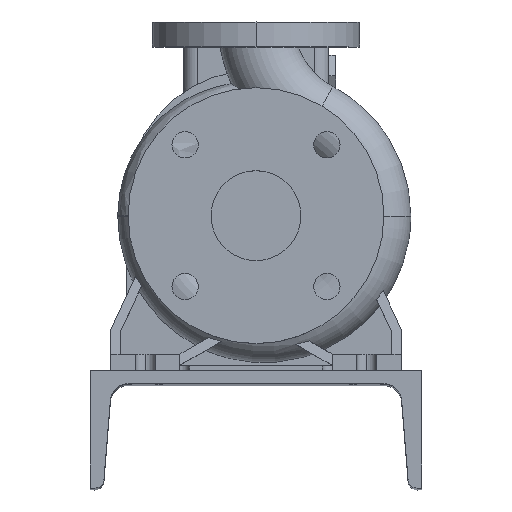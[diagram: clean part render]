
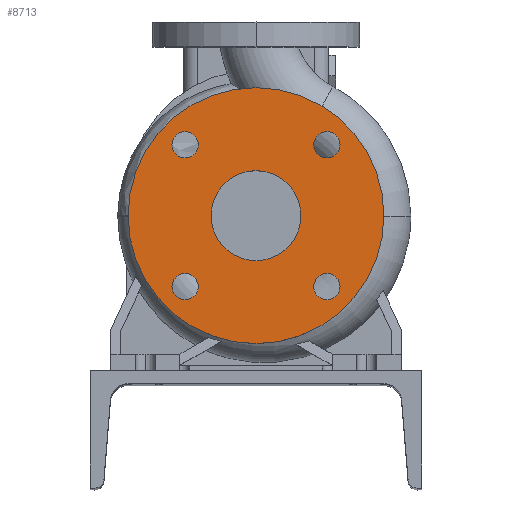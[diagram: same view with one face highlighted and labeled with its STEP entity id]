
A CAD part, top view. The second image highlights one B-rep face of the part: STEP entity #8713.
In plain terms, the highlighted planar face has unit normal (0, 0, 1).
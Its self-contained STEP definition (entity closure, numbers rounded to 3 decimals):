
#162 = DIRECTION ( 'NONE',  ( 0., 0., 1. ) ) ;
#373 = EDGE_LOOP ( 'NONE', ( #15262, #844 ) ) ;
#696 = DIRECTION ( 'NONE',  ( 1., 0., 0. ) ) ;
#844 = ORIENTED_EDGE ( 'NONE', *, *, #6679, .F. ) ;
#867 = ORIENTED_EDGE ( 'NONE', *, *, #5939, .F. ) ;
#959 = VERTEX_POINT ( 'NONE', #9884 ) ;
#1380 = EDGE_CURVE ( 'NONE', #2643, #18261, #18708, .T. ) ;
#1539 = AXIS2_PLACEMENT_3D ( 'NONE', #2244, #11854, #16519 ) ;
#1794 = CIRCLE ( 'NONE', #13348, 9.5 ) ;
#1890 = EDGE_CURVE ( 'NONE', #18261, #2643, #13494, .T. ) ;
#1917 = CARTESIAN_POINT ( 'NONE',  ( 32.5, 0., 80. ) ) ;
#2244 = CARTESIAN_POINT ( 'NONE',  ( 0., 0., 80. ) ) ;
#2268 = EDGE_CURVE ( 'NONE', #2766, #10884, #11851, .T. ) ;
#2554 = CARTESIAN_POINT ( 'NONE',  ( 0., 92.5, 80. ) ) ;
#2643 = VERTEX_POINT ( 'NONE', #3761 ) ;
#2658 = PLANE ( 'NONE',  #15870 ) ;
#2766 = VERTEX_POINT ( 'NONE', #15460 ) ;
#2940 = AXIS2_PLACEMENT_3D ( 'NONE', #3686, #10299, #696 ) ;
#3063 = CARTESIAN_POINT ( 'NONE',  ( 51.265, -51.265, 80. ) ) ;
#3279 = CARTESIAN_POINT ( 'NONE',  ( -41.765, -51.265, 80. ) ) ;
#3361 = CARTESIAN_POINT ( 'NONE',  ( -51.265, 51.265, 80. ) ) ;
#3511 = EDGE_CURVE ( 'NONE', #3775, #5809, #6149, .T. ) ;
#3686 = CARTESIAN_POINT ( 'NONE',  ( 51.265, 51.265, 80. ) ) ;
#3761 = CARTESIAN_POINT ( 'NONE',  ( -32.5, 0., 80. ) ) ;
#3775 = VERTEX_POINT ( 'NONE', #8724 ) ;
#3801 = ORIENTED_EDGE ( 'NONE', *, *, #3511, .T. ) ;
#4052 = DIRECTION ( 'NONE',  ( 1., 0., 0. ) ) ;
#4459 = CARTESIAN_POINT ( 'NONE',  ( -60.765, -51.265, 80. ) ) ;
#4612 = AXIS2_PLACEMENT_3D ( 'NONE', #6631, #12539, #8193 ) ;
#4990 = CIRCLE ( 'NONE', #19505, 9.5 ) ;
#5064 = DIRECTION ( 'NONE',  ( -1., 0., 0. ) ) ;
#5185 = CARTESIAN_POINT ( 'NONE',  ( 0., 0., 80. ) ) ;
#5373 = VERTEX_POINT ( 'NONE', #3279 ) ;
#5645 = FACE_BOUND ( 'NONE', #16883, .T. ) ;
#5659 = CARTESIAN_POINT ( 'NONE',  ( -51.265, -51.265, 80. ) ) ;
#5805 = EDGE_LOOP ( 'NONE', ( #10484, #3801 ) ) ;
#5809 = VERTEX_POINT ( 'NONE', #16671 ) ;
#5939 = EDGE_CURVE ( 'NONE', #10884, #2766, #9514, .T. ) ;
#6149 = CIRCLE ( 'NONE', #1539, 92.5 ) ;
#6158 = DIRECTION ( 'NONE',  ( 0., 0., 1. ) ) ;
#6164 = EDGE_LOOP ( 'NONE', ( #13427, #13293 ) ) ;
#6293 = DIRECTION ( 'NONE',  ( 1., 0., 0. ) ) ;
#6631 = CARTESIAN_POINT ( 'NONE',  ( 51.265, -51.265, 80. ) ) ;
#6679 = EDGE_CURVE ( 'NONE', #13442, #7249, #19419, .T. ) ;
#6750 = AXIS2_PLACEMENT_3D ( 'NONE', #5659, #19928, #18366 ) ;
#6834 = DIRECTION ( 'NONE',  ( 0., 0., 1. ) ) ;
#6936 = DIRECTION ( 'NONE',  ( 0., 0., 1. ) ) ;
#7191 = FACE_BOUND ( 'NONE', #20231, .T. ) ;
#7249 = VERTEX_POINT ( 'NONE', #19630 ) ;
#7260 = AXIS2_PLACEMENT_3D ( 'NONE', #3063, #6158, #12163 ) ;
#7265 = CIRCLE ( 'NONE', #17142, 92.5 ) ;
#7528 = AXIS2_PLACEMENT_3D ( 'NONE', #8502, #6834, #14924 ) ;
#8193 = DIRECTION ( 'NONE',  ( 1., 0., 0. ) ) ;
#8206 = EDGE_CURVE ( 'NONE', #16910, #959, #13529, .T. ) ;
#8502 = CARTESIAN_POINT ( 'NONE',  ( 51.265, 51.265, 80. ) ) ;
#8511 = VERTEX_POINT ( 'NONE', #4459 ) ;
#8603 = CARTESIAN_POINT ( 'NONE',  ( 0., 0., 80. ) ) ;
#8713 = ADVANCED_FACE ( 'NONE', ( #7191, #13513, #16132, #19808, #5645, #16724 ), #2658, .F. ) ;
#8724 = CARTESIAN_POINT ( 'NONE',  ( -92.5, 0., 80. ) ) ;
#8777 = EDGE_CURVE ( 'NONE', #959, #16910, #10887, .T. ) ;
#8859 = CARTESIAN_POINT ( 'NONE',  ( 60.765, -51.265, 80. ) ) ;
#8968 = DIRECTION ( 'NONE',  ( 0., 0., -1. ) ) ;
#9024 = ORIENTED_EDGE ( 'NONE', *, *, #8206, .F. ) ;
#9160 = ORIENTED_EDGE ( 'NONE', *, *, #1380, .F. ) ;
#9207 = ORIENTED_EDGE ( 'NONE', *, *, #1890, .F. ) ;
#9514 = CIRCLE ( 'NONE', #7528, 9.5 ) ;
#9599 = DIRECTION ( 'NONE',  ( 1., 0., 0. ) ) ;
#9795 = AXIS2_PLACEMENT_3D ( 'NONE', #8603, #6936, #4052 ) ;
#9884 = CARTESIAN_POINT ( 'NONE',  ( 41.765, -51.265, 80. ) ) ;
#10299 = DIRECTION ( 'NONE',  ( 0., 0., 1. ) ) ;
#10484 = ORIENTED_EDGE ( 'NONE', *, *, #17543, .T. ) ;
#10749 = CARTESIAN_POINT ( 'NONE',  ( -60.765, 51.265, 80. ) ) ;
#10884 = VERTEX_POINT ( 'NONE', #16250 ) ;
#10887 = CIRCLE ( 'NONE', #7260, 9.5 ) ;
#11320 = EDGE_CURVE ( 'NONE', #7249, #13442, #4990, .T. ) ;
#11383 = DIRECTION ( 'NONE',  ( 0., 0., 1. ) ) ;
#11662 = DIRECTION ( 'NONE',  ( 0., 0., 1. ) ) ;
#11851 = CIRCLE ( 'NONE', #2940, 9.5 ) ;
#11854 = DIRECTION ( 'NONE',  ( 0., 0., 1. ) ) ;
#11972 = ORIENTED_EDGE ( 'NONE', *, *, #8777, .F. ) ;
#12163 = DIRECTION ( 'NONE',  ( 1., 0., 0. ) ) ;
#12539 = DIRECTION ( 'NONE',  ( 0., 0., 1. ) ) ;
#12766 = EDGE_LOOP ( 'NONE', ( #9207, #9160 ) ) ;
#12813 = AXIS2_PLACEMENT_3D ( 'NONE', #14043, #16947, #13944 ) ;
#13293 = ORIENTED_EDGE ( 'NONE', *, *, #15227, .F. ) ;
#13348 = AXIS2_PLACEMENT_3D ( 'NONE', #14163, #20458, #6293 ) ;
#13427 = ORIENTED_EDGE ( 'NONE', *, *, #14926, .F. ) ;
#13442 = VERTEX_POINT ( 'NONE', #10749 ) ;
#13494 = CIRCLE ( 'NONE', #12813, 32.5 ) ;
#13513 = FACE_BOUND ( 'NONE', #6164, .T. ) ;
#13529 = CIRCLE ( 'NONE', #4612, 9.5 ) ;
#13944 = DIRECTION ( 'NONE',  ( 1., 0., 0. ) ) ;
#14043 = CARTESIAN_POINT ( 'NONE',  ( 0., 0., 80. ) ) ;
#14163 = CARTESIAN_POINT ( 'NONE',  ( -51.265, -51.265, 80. ) ) ;
#14924 = DIRECTION ( 'NONE',  ( 1., 0., 0. ) ) ;
#14926 = EDGE_CURVE ( 'NONE', #5373, #8511, #1794, .T. ) ;
#15227 = EDGE_CURVE ( 'NONE', #8511, #5373, #15692, .T. ) ;
#15262 = ORIENTED_EDGE ( 'NONE', *, *, #11320, .F. ) ;
#15460 = CARTESIAN_POINT ( 'NONE',  ( 41.765, 51.265, 80. ) ) ;
#15692 = CIRCLE ( 'NONE', #6750, 9.5 ) ;
#15781 = DIRECTION ( 'NONE',  ( 1., 0., 0. ) ) ;
#15870 = AXIS2_PLACEMENT_3D ( 'NONE', #2554, #8968, #5064 ) ;
#15963 = DIRECTION ( 'NONE',  ( 1., 0., 0. ) ) ;
#16132 = FACE_BOUND ( 'NONE', #12766, .T. ) ;
#16250 = CARTESIAN_POINT ( 'NONE',  ( 60.765, 51.265, 80. ) ) ;
#16519 = DIRECTION ( 'NONE',  ( 1., 0., 0. ) ) ;
#16671 = CARTESIAN_POINT ( 'NONE',  ( 92.5, 0., 80. ) ) ;
#16724 = FACE_BOUND ( 'NONE', #373, .T. ) ;
#16799 = AXIS2_PLACEMENT_3D ( 'NONE', #3361, #162, #15781 ) ;
#16883 = EDGE_LOOP ( 'NONE', ( #867, #17311 ) ) ;
#16910 = VERTEX_POINT ( 'NONE', #8859 ) ;
#16947 = DIRECTION ( 'NONE',  ( 0., 0., 1. ) ) ;
#17142 = AXIS2_PLACEMENT_3D ( 'NONE', #5185, #11383, #15963 ) ;
#17311 = ORIENTED_EDGE ( 'NONE', *, *, #2268, .F. ) ;
#17543 = EDGE_CURVE ( 'NONE', #5809, #3775, #7265, .T. ) ;
#18261 = VERTEX_POINT ( 'NONE', #1917 ) ;
#18366 = DIRECTION ( 'NONE',  ( 1., 0., 0. ) ) ;
#18708 = CIRCLE ( 'NONE', #9795, 32.5 ) ;
#19408 = CARTESIAN_POINT ( 'NONE',  ( -51.265, 51.265, 80. ) ) ;
#19419 = CIRCLE ( 'NONE', #16799, 9.5 ) ;
#19505 = AXIS2_PLACEMENT_3D ( 'NONE', #19408, #11662, #9599 ) ;
#19630 = CARTESIAN_POINT ( 'NONE',  ( -41.765, 51.265, 80. ) ) ;
#19808 = FACE_OUTER_BOUND ( 'NONE', #5805, .T. ) ;
#19928 = DIRECTION ( 'NONE',  ( 0., 0., 1. ) ) ;
#20231 = EDGE_LOOP ( 'NONE', ( #9024, #11972 ) ) ;
#20458 = DIRECTION ( 'NONE',  ( 0., 0., 1. ) ) ;
